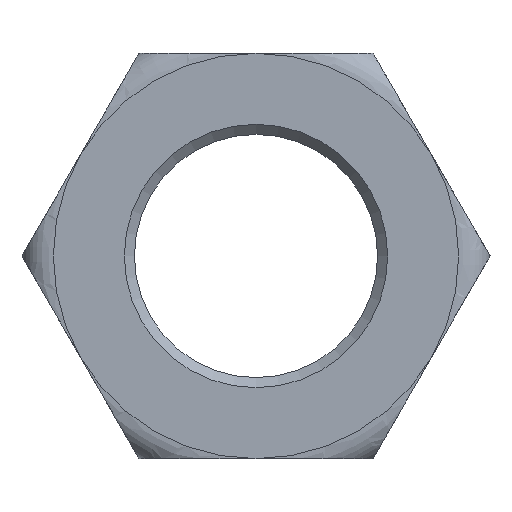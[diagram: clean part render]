
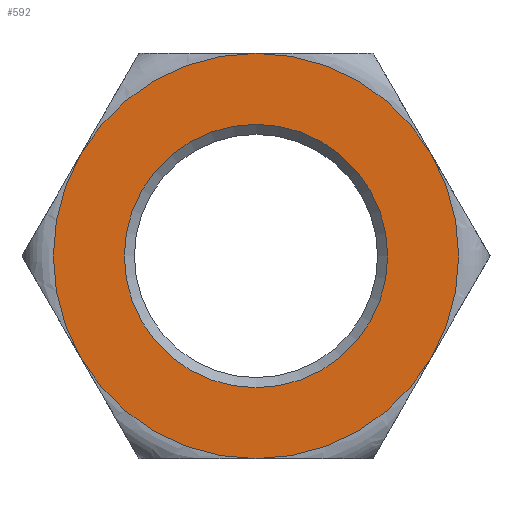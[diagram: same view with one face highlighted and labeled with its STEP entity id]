
A CAD part, front view. The second image highlights one B-rep face of the part: STEP entity #592.
In plain terms, the highlighted planar face has unit normal (0, -1, 0).
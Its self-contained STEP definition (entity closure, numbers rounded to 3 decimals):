
#26 = DIRECTION ( 'NONE',  ( -0.5, 0., -0.866 ) ) ;
#54 = CIRCLE ( 'NONE', #489, 19.5 ) ;
#61 = VECTOR ( 'NONE', #883, 1000. ) ;
#70 = DIRECTION ( 'NONE',  ( 1., 0., 0. ) ) ;
#87 = AXIS2_PLACEMENT_3D ( 'NONE', #476, #383, #289 ) ;
#91 = DIRECTION ( 'NONE',  ( 1., 0., 0. ) ) ;
#120 = EDGE_CURVE ( 'NONE', #781, #781, #54, .T. ) ;
#124 = VECTOR ( 'NONE', #558, 1000. ) ;
#166 = CIRCLE ( 'NONE', #620, 30. ) ;
#193 = DIRECTION ( 'NONE',  ( 1., 0., 0. ) ) ;
#196 = CARTESIAN_POINT ( 'NONE',  ( 0., -15.5, 0. ) ) ;
#203 = DIRECTION ( 'NONE',  ( 0., 1., 0. ) ) ;
#204 = DIRECTION ( 'NONE',  ( 0., 1., 0. ) ) ;
#210 = EDGE_CURVE ( 'NONE', #303, #1011, #1091, .T. ) ;
#216 = CARTESIAN_POINT ( 'NONE',  ( -17.321, -15.5, 30. ) ) ;
#220 = DIRECTION ( 'NONE',  ( 0., 1., 0. ) ) ;
#225 = CARTESIAN_POINT ( 'NONE',  ( 34.641, -15.5, 0. ) ) ;
#230 = CARTESIAN_POINT ( 'NONE',  ( 0., -15.5, 30. ) ) ;
#236 = CARTESIAN_POINT ( 'NONE',  ( 25.981, -15.5, 15. ) ) ;
#251 = ORIENTED_EDGE ( 'NONE', *, *, #1243, .F. ) ;
#289 = DIRECTION ( 'NONE',  ( 1., 0., 0. ) ) ;
#303 = VERTEX_POINT ( 'NONE', #311 ) ;
#311 = CARTESIAN_POINT ( 'NONE',  ( 25.981, -15.5, -15. ) ) ;
#321 = ORIENTED_EDGE ( 'NONE', *, *, #964, .F. ) ;
#324 = ORIENTED_EDGE ( 'NONE', *, *, #560, .F. ) ;
#356 = CARTESIAN_POINT ( 'NONE',  ( 0., -15.5, 0. ) ) ;
#361 = VECTOR ( 'NONE', #26, 1000. ) ;
#383 = DIRECTION ( 'NONE',  ( 0., 1., 0. ) ) ;
#389 = AXIS2_PLACEMENT_3D ( 'NONE', #1051, #937, #456 ) ;
#397 = DIRECTION ( 'NONE',  ( 0., 1., 0. ) ) ;
#398 = DIRECTION ( 'NONE',  ( 0., 0., 1. ) ) ;
#412 = EDGE_CURVE ( 'NONE', #972, #438, #166, .T. ) ;
#438 = VERTEX_POINT ( 'NONE', #546 ) ;
#456 = DIRECTION ( 'NONE',  ( -1., 0., 0. ) ) ;
#476 = CARTESIAN_POINT ( 'NONE',  ( 0., -15.5, 0. ) ) ;
#489 = AXIS2_PLACEMENT_3D ( 'NONE', #866, #204, #398 ) ;
#546 = CARTESIAN_POINT ( 'NONE',  ( -25.981, -15.5, 15. ) ) ;
#548 = ORIENTED_EDGE ( 'NONE', *, *, #785, .F. ) ;
#558 = DIRECTION ( 'NONE',  ( -1., 0., 0. ) ) ;
#560 = EDGE_CURVE ( 'NONE', #739, #972, #622, .T. ) ;
#575 = DIRECTION ( 'NONE',  ( 0., 0., 1. ) ) ;
#591 = ORIENTED_EDGE ( 'NONE', *, *, #120, .T. ) ;
#592 = ADVANCED_FACE ( 'NONE', ( #861, #1253 ), #948, .F. ) ;
#620 = AXIS2_PLACEMENT_3D ( 'NONE', #1068, #203, #709 ) ;
#622 = CIRCLE ( 'NONE', #1199, 30. ) ;
#634 = EDGE_CURVE ( 'NONE', #788, #911, #1071, .T. ) ;
#648 = AXIS2_PLACEMENT_3D ( 'NONE', #196, #973, #575 ) ;
#684 = ORIENTED_EDGE ( 'NONE', *, *, #738, .F. ) ;
#709 = DIRECTION ( 'NONE',  ( 1., 0., 0. ) ) ;
#712 = AXIS2_PLACEMENT_3D ( 'NONE', #1049, #397, #193 ) ;
#738 = EDGE_CURVE ( 'NONE', #1192, #739, #1145, .T. ) ;
#739 = VERTEX_POINT ( 'NONE', #768 ) ;
#746 = ORIENTED_EDGE ( 'NONE', *, *, #634, .F. ) ;
#768 = CARTESIAN_POINT ( 'NONE',  ( 0., -15.5, -30. ) ) ;
#776 = ORIENTED_EDGE ( 'NONE', *, *, #1260, .F. ) ;
#781 = VERTEX_POINT ( 'NONE', #1256 ) ;
#785 = EDGE_CURVE ( 'NONE', #438, #788, #809, .T. ) ;
#788 = VERTEX_POINT ( 'NONE', #838 ) ;
#809 = CIRCLE ( 'NONE', #389, 30. ) ;
#838 = CARTESIAN_POINT ( 'NONE',  ( 0., -15.5, 30. ) ) ;
#861 = FACE_BOUND ( 'NONE', #898, .T. ) ;
#866 = CARTESIAN_POINT ( 'NONE',  ( 0., -15.5, 0. ) ) ;
#883 = DIRECTION ( 'NONE',  ( 1., 0., 0. ) ) ;
#892 = CIRCLE ( 'NONE', #712, 30. ) ;
#898 = EDGE_LOOP ( 'NONE', ( #591 ) ) ;
#908 = VERTEX_POINT ( 'NONE', #236 ) ;
#911 = VERTEX_POINT ( 'NONE', #230 ) ;
#912 = CIRCLE ( 'NONE', #1060, 30. ) ;
#937 = DIRECTION ( 'NONE',  ( 0., 1., 0. ) ) ;
#942 = CARTESIAN_POINT ( 'NONE',  ( 0., -15.5, 0. ) ) ;
#948 = PLANE ( 'NONE',  #648 ) ;
#964 = EDGE_CURVE ( 'NONE', #908, #303, #912, .T. ) ;
#972 = VERTEX_POINT ( 'NONE', #989 ) ;
#973 = DIRECTION ( 'NONE',  ( 0., 1., 0. ) ) ;
#989 = CARTESIAN_POINT ( 'NONE',  ( -25.981, -15.5, -15. ) ) ;
#1011 = VERTEX_POINT ( 'NONE', #1080 ) ;
#1043 = CARTESIAN_POINT ( 'NONE',  ( 0., -15.5, -30. ) ) ;
#1049 = CARTESIAN_POINT ( 'NONE',  ( 0., -15.5, 0. ) ) ;
#1051 = CARTESIAN_POINT ( 'NONE',  ( 0., -15.5, 0. ) ) ;
#1060 = AXIS2_PLACEMENT_3D ( 'NONE', #942, #220, #70 ) ;
#1064 = ORIENTED_EDGE ( 'NONE', *, *, #412, .F. ) ;
#1067 = DIRECTION ( 'NONE',  ( 0., 1., 0. ) ) ;
#1068 = CARTESIAN_POINT ( 'NONE',  ( 0., -15.5, 0. ) ) ;
#1071 = LINE ( 'NONE', #216, #61 ) ;
#1080 = CARTESIAN_POINT ( 'NONE',  ( 25.981, -15.5, -15. ) ) ;
#1091 = LINE ( 'NONE', #225, #361 ) ;
#1095 = EDGE_LOOP ( 'NONE', ( #776, #1168, #321, #251, #746, #548, #1064, #324, #684 ) ) ;
#1145 = LINE ( 'NONE', #1167, #124 ) ;
#1167 = CARTESIAN_POINT ( 'NONE',  ( 17.321, -15.5, -30. ) ) ;
#1168 = ORIENTED_EDGE ( 'NONE', *, *, #210, .F. ) ;
#1184 = CIRCLE ( 'NONE', #87, 30. ) ;
#1192 = VERTEX_POINT ( 'NONE', #1043 ) ;
#1199 = AXIS2_PLACEMENT_3D ( 'NONE', #356, #1067, #91 ) ;
#1243 = EDGE_CURVE ( 'NONE', #911, #908, #892, .T. ) ;
#1253 = FACE_OUTER_BOUND ( 'NONE', #1095, .T. ) ;
#1256 = CARTESIAN_POINT ( 'NONE',  ( 0., -15.5, 19.5 ) ) ;
#1260 = EDGE_CURVE ( 'NONE', #1011, #1192, #1184, .T. ) ;
